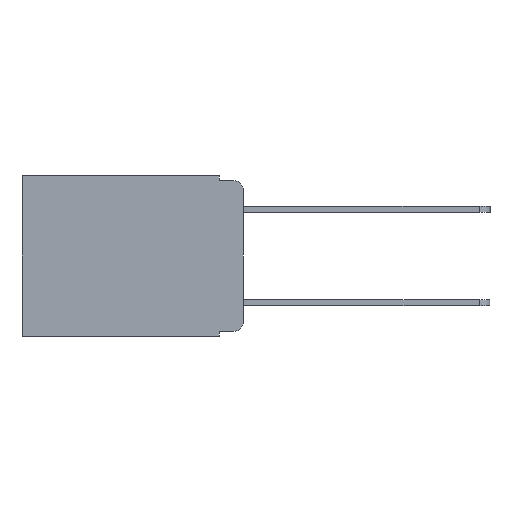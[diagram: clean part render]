
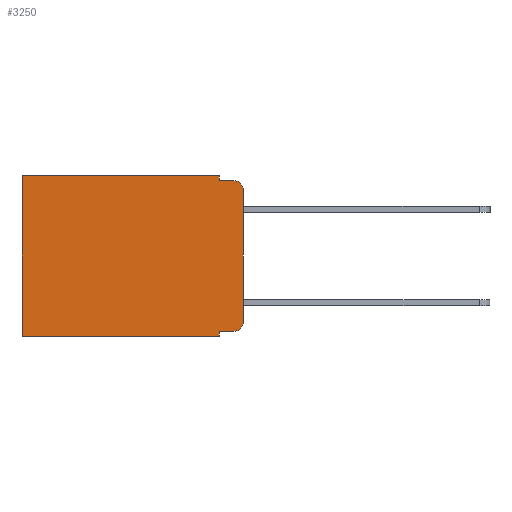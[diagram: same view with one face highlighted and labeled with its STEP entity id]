
A CAD part, left-side view. The second image highlights one B-rep face of the part: STEP entity #3250.
In plain terms, the highlighted planar face has unit normal (-1, 0, 0).
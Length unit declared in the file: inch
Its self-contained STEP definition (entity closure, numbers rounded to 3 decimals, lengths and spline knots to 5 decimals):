
#295 = ORIENTED_EDGE ( 'NONE', *, *, #6005, .T. ) ;
#341 = CARTESIAN_POINT ( 'NONE',  ( 0.298, 0.051, -0.01 ) ) ;
#378 = VECTOR ( 'NONE', #5571, 39.37008 ) ;
#875 = CARTESIAN_POINT ( 'NONE',  ( 0.298, 0., 0. ) ) ;
#883 = PLANE ( 'NONE',  #4582 ) ;
#954 = ORIENTED_EDGE ( 'NONE', *, *, #9395, .T. ) ;
#993 = EDGE_LOOP ( 'NONE', ( #4347, #295, #4821, #1368, #1946, #4096, #1222, #5153, #9226, #954 ) ) ;
#1084 = CIRCLE ( 'NONE', #5215, 0.02 ) ;
#1146 = CARTESIAN_POINT ( 'NONE',  ( 0.298, 0.02, -0.313 ) ) ;
#1222 = ORIENTED_EDGE ( 'NONE', *, *, #3373, .F. ) ;
#1368 = ORIENTED_EDGE ( 'NONE', *, *, #6966, .F. ) ;
#1388 = DIRECTION ( 'NONE',  ( 0., 1., 0. ) ) ;
#1395 = VERTEX_POINT ( 'NONE', #4019 ) ;
#1434 = CARTESIAN_POINT ( 'NONE',  ( 0.298, 0.051, 0. ) ) ;
#1909 = DIRECTION ( 'NONE',  ( 0., -1., 0. ) ) ;
#1946 = ORIENTED_EDGE ( 'NONE', *, *, #9186, .T. ) ;
#2007 = DIRECTION ( 'NONE',  ( 0., 0., -1. ) ) ;
#2026 = LINE ( 'NONE', #4572, #6328 ) ;
#2314 = CARTESIAN_POINT ( 'NONE',  ( 0.298, 0.051, -0.333 ) ) ;
#2594 = VERTEX_POINT ( 'NONE', #9210 ) ;
#2684 = DIRECTION ( 'NONE',  ( 0., 0., -1. ) ) ;
#2697 = DIRECTION ( 'NONE',  ( 1., 0., 0. ) ) ;
#3131 = DIRECTION ( 'NONE',  ( 0., -1., 0. ) ) ;
#3250 = ADVANCED_FACE ( 'NONE', ( #4319 ), #883, .F. ) ;
#3257 = VECTOR ( 'NONE', #9681, 39.37008 ) ;
#3265 = VECTOR ( 'NONE', #1909, 39.37008 ) ;
#3321 = VECTOR ( 'NONE', #1388, 39.37008 ) ;
#3368 = LINE ( 'NONE', #8394, #9015 ) ;
#3373 = EDGE_CURVE ( 'NONE', #1395, #8833, #3368, .T. ) ;
#3740 = LINE ( 'NONE', #1434, #3257 ) ;
#4019 = CARTESIAN_POINT ( 'NONE',  ( 0.298, 0.051, -0.343 ) ) ;
#4022 = VERTEX_POINT ( 'NONE', #5052 ) ;
#4096 = ORIENTED_EDGE ( 'NONE', *, *, #7471, .T. ) ;
#4319 = FACE_OUTER_BOUND ( 'NONE', #993, .T. ) ;
#4347 = ORIENTED_EDGE ( 'NONE', *, *, #4996, .F. ) ;
#4431 = CARTESIAN_POINT ( 'NONE',  ( 0.298, 0.02, -0.333 ) ) ;
#4566 = DIRECTION ( 'NONE',  ( 0., 0., -1. ) ) ;
#4572 = CARTESIAN_POINT ( 'NONE',  ( 0.298, 0., 0. ) ) ;
#4582 = AXIS2_PLACEMENT_3D ( 'NONE', #875, #2697, #2684 ) ;
#4625 = DIRECTION ( 'NONE',  ( 0., 0., -1. ) ) ;
#4636 = DIRECTION ( 'NONE',  ( -1., 0., 0. ) ) ;
#4649 = LINE ( 'NONE', #4823, #378 ) ;
#4655 = CARTESIAN_POINT ( 'NONE',  ( 0.298, 0.02, -0.03 ) ) ;
#4821 = ORIENTED_EDGE ( 'NONE', *, *, #6487, .F. ) ;
#4823 = CARTESIAN_POINT ( 'NONE',  ( 0.298, 0.051, 0. ) ) ;
#4996 = EDGE_CURVE ( 'NONE', #2594, #5516, #2026, .T. ) ;
#5052 = CARTESIAN_POINT ( 'NONE',  ( 0.298, 0.051, 0. ) ) ;
#5153 = ORIENTED_EDGE ( 'NONE', *, *, #7982, .F. ) ;
#5212 = LINE ( 'NONE', #2314, #8877 ) ;
#5215 = AXIS2_PLACEMENT_3D ( 'NONE', #4655, #4636, #4625 ) ;
#5294 = CARTESIAN_POINT ( 'NONE',  ( 0.298, 0., 0. ) ) ;
#5516 = VERTEX_POINT ( 'NONE', #8882 ) ;
#5571 = DIRECTION ( 'NONE',  ( 0., 0., -1. ) ) ;
#5724 = AXIS2_PLACEMENT_3D ( 'NONE', #1146, #6571, #2007 ) ;
#5847 = CARTESIAN_POINT ( 'NONE',  ( 0.298, 0.051, -0.01 ) ) ;
#5884 = CIRCLE ( 'NONE', #5724, 0.02 ) ;
#5912 = VERTEX_POINT ( 'NONE', #8404 ) ;
#6005 = EDGE_CURVE ( 'NONE', #2594, #9095, #1084, .T. ) ;
#6328 = VECTOR ( 'NONE', #4566, 39.37008 ) ;
#6487 = EDGE_CURVE ( 'NONE', #6721, #9095, #7450, .T. ) ;
#6571 = DIRECTION ( 'NONE',  ( -1., 0., 0. ) ) ;
#6627 = VECTOR ( 'NONE', #8437, 39.37008 ) ;
#6721 = VERTEX_POINT ( 'NONE', #5847 ) ;
#6794 = VERTEX_POINT ( 'NONE', #4431 ) ;
#6855 = LINE ( 'NONE', #7678, #6627 ) ;
#6966 = EDGE_CURVE ( 'NONE', #4022, #6721, #3740, .T. ) ;
#7450 = LINE ( 'NONE', #341, #3265 ) ;
#7471 = EDGE_CURVE ( 'NONE', #9300, #8833, #6855, .T. ) ;
#7578 = CARTESIAN_POINT ( 'NONE',  ( 0.298, 0.473, 0. ) ) ;
#7678 = CARTESIAN_POINT ( 'NONE',  ( 0.298, 0.473, 0. ) ) ;
#7982 = EDGE_CURVE ( 'NONE', #5912, #1395, #4649, .T. ) ;
#8155 = CARTESIAN_POINT ( 'NONE',  ( 0.298, 0.02, -0.01 ) ) ;
#8387 = DIRECTION ( 'NONE',  ( 0., 1., 0. ) ) ;
#8394 = CARTESIAN_POINT ( 'NONE',  ( 0.298, 0., -0.343 ) ) ;
#8404 = CARTESIAN_POINT ( 'NONE',  ( 0.298, 0.051, -0.333 ) ) ;
#8437 = DIRECTION ( 'NONE',  ( 0., 0., -1. ) ) ;
#8479 = EDGE_CURVE ( 'NONE', #5912, #6794, #5212, .T. ) ;
#8648 = CARTESIAN_POINT ( 'NONE',  ( 0.298, 0.473, -0.343 ) ) ;
#8833 = VERTEX_POINT ( 'NONE', #8648 ) ;
#8877 = VECTOR ( 'NONE', #3131, 39.37008 ) ;
#8882 = CARTESIAN_POINT ( 'NONE',  ( 0.298, 0., -0.313 ) ) ;
#9015 = VECTOR ( 'NONE', #8387, 39.37008 ) ;
#9095 = VERTEX_POINT ( 'NONE', #8155 ) ;
#9186 = EDGE_CURVE ( 'NONE', #4022, #9300, #9198, .T. ) ;
#9198 = LINE ( 'NONE', #5294, #3321 ) ;
#9210 = CARTESIAN_POINT ( 'NONE',  ( 0.298, 0., -0.03 ) ) ;
#9226 = ORIENTED_EDGE ( 'NONE', *, *, #8479, .T. ) ;
#9300 = VERTEX_POINT ( 'NONE', #7578 ) ;
#9395 = EDGE_CURVE ( 'NONE', #6794, #5516, #5884, .T. ) ;
#9681 = DIRECTION ( 'NONE',  ( 0., 0., -1. ) ) ;
